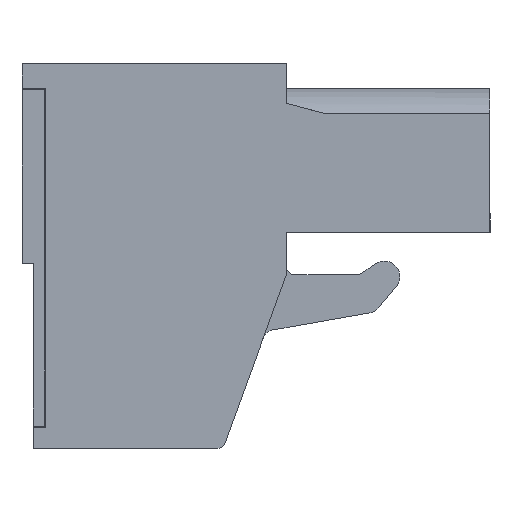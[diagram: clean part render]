
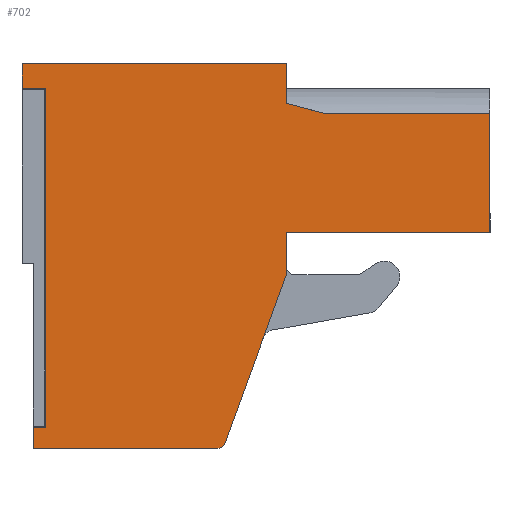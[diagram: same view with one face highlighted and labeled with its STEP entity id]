
A CAD part, front view. The second image highlights one B-rep face of the part: STEP entity #702.
In plain terms, the highlighted planar face has unit normal (0, -1, 0).
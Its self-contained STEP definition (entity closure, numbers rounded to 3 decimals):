
#702 = ADVANCED_FACE( '', ( #1558 ), #1559, .F. );
#1558 = FACE_OUTER_BOUND( '', #2523, .T. );
#1559 = PLANE( '', #2524 );
#2523 = EDGE_LOOP( '', ( #4557, #4558, #4559, #4560, #4561, #4562, #4563, #4564, #4565, #4566, #4567, #4568, #4569, #4570, #4571 ) );
#2524 = AXIS2_PLACEMENT_3D( '', #4572, #4573, #4574 );
#4557 = ORIENTED_EDGE( '', *, *, #6222, .F. );
#4558 = ORIENTED_EDGE( '', *, *, #6176, .T. );
#4559 = ORIENTED_EDGE( '', *, *, #5466, .F. );
#4560 = ORIENTED_EDGE( '', *, *, #6223, .F. );
#4561 = ORIENTED_EDGE( '', *, *, #5983, .F. );
#4562 = ORIENTED_EDGE( '', *, *, #5963, .T. );
#4563 = ORIENTED_EDGE( '', *, *, #6114, .F. );
#4564 = ORIENTED_EDGE( '', *, *, #6127, .F. );
#4565 = ORIENTED_EDGE( '', *, *, #6224, .T. );
#4566 = ORIENTED_EDGE( '', *, *, #5563, .F. );
#4567 = ORIENTED_EDGE( '', *, *, #6138, .T. );
#4568 = ORIENTED_EDGE( '', *, *, #6028, .F. );
#4569 = ORIENTED_EDGE( '', *, *, #5791, .F. );
#4570 = ORIENTED_EDGE( '', *, *, #5874, .F. );
#4571 = ORIENTED_EDGE( '', *, *, #5700, .F. );
#4572 = CARTESIAN_POINT( '', ( 67.3, 10.4, -0.7 ) );
#4573 = DIRECTION( '', ( 0., 1., 0. ) );
#4574 = DIRECTION( '', ( 1., 0., 0. ) );
#5466 = EDGE_CURVE( '', #6503, #6505, #6506, .T. );
#5563 = EDGE_CURVE( '', #6678, #6680, #6681, .T. );
#5700 = EDGE_CURVE( '', #6914, #6916, #6917, .T. );
#5791 = EDGE_CURVE( '', #7055, #7058, #7059, .T. );
#5874 = EDGE_CURVE( '', #6916, #7055, #7180, .T. );
#5963 = EDGE_CURVE( '', #7309, #7307, #7310, .F. );
#5983 = EDGE_CURVE( '', #7309, #7338, #7339, .T. );
#6028 = EDGE_CURVE( '', #7058, #7403, #7404, .T. );
#6114 = EDGE_CURVE( '', #7514, #7307, #7516, .T. );
#6127 = EDGE_CURVE( '', #7533, #7514, #7535, .T. );
#6138 = EDGE_CURVE( '', #6678, #7403, #7548, .T. );
#6176 = EDGE_CURVE( '', #7599, #6505, #7600, .T. );
#6222 = EDGE_CURVE( '', #7599, #6914, #7665, .T. );
#6223 = EDGE_CURVE( '', #7338, #6503, #7666, .T. );
#6224 = EDGE_CURVE( '', #7533, #6680, #7667, .T. );
#6503 = VERTEX_POINT( '', #7994 );
#6505 = VERTEX_POINT( '', #7997 );
#6506 = LINE( '', #7998, #7999 );
#6678 = VERTEX_POINT( '', #8228 );
#6680 = VERTEX_POINT( '', #8231 );
#6681 = LINE( '', #8232, #8233 );
#6914 = VERTEX_POINT( '', #8555 );
#6916 = VERTEX_POINT( '', #8558 );
#6917 = LINE( '', #8559, #8560 );
#7055 = VERTEX_POINT( '', #8763 );
#7058 = VERTEX_POINT( '', #8767 );
#7059 = LINE( '', #8768, #8769 );
#7180 = LINE( '', #8937, #8938 );
#7307 = VERTEX_POINT( '', #9118 );
#7309 = VERTEX_POINT( '', #9121 );
#7310 = CIRCLE( '', #9122, 0.3 );
#7338 = VERTEX_POINT( '', #9156 );
#7339 = LINE( '', #9157, #9158 );
#7403 = VERTEX_POINT( '', #9248 );
#7404 = LINE( '', #9249, #9250 );
#7514 = VERTEX_POINT( '', #9406 );
#7516 = LINE( '', #9409, #9410 );
#7533 = VERTEX_POINT( '', #9436 );
#7535 = LINE( '', #9439, #9440 );
#7548 = LINE( '', #9462, #9463 );
#7599 = VERTEX_POINT( '', #9531 );
#7600 = LINE( '', #9532, #9533 );
#7665 = LINE( '', #9629, #9630 );
#7666 = LINE( '', #9631, #9632 );
#7667 = LINE( '', #9633, #9634 );
#7994 = CARTESIAN_POINT( '', ( 48.9, 10.4, -8.55 ) );
#7997 = CARTESIAN_POINT( '', ( 49.4, 10.4, -8.55 ) );
#7998 = CARTESIAN_POINT( '', ( 49.45, 10.4, -8.55 ) );
#7999 = VECTOR( '', #9966, 1000. );
#8228 = CARTESIAN_POINT( '', ( 67.3, 10.4, 4.1 ) );
#8231 = CARTESIAN_POINT( '', ( 67.3, 10.4, -0.7 ) );
#8232 = CARTESIAN_POINT( '', ( 67.3, 10.4, 3.2 ) );
#8233 = VECTOR( '', #10091, 1000. );
#8555 = CARTESIAN_POINT( '', ( 48.45, 10.4, 5.1 ) );
#8558 = CARTESIAN_POINT( '', ( 48.45, 10.4, 6.1 ) );
#8559 = CARTESIAN_POINT( '', ( 48.45, 10.4, 6.1 ) );
#8560 = VECTOR( '', #10248, 1000. );
#8763 = CARTESIAN_POINT( '', ( 59.1, 10.4, 6.1 ) );
#8767 = CARTESIAN_POINT( '', ( 59.1, 10.4, 4.5 ) );
#8768 = CARTESIAN_POINT( '', ( 59.1, 10.4, 4.5 ) );
#8769 = VECTOR( '', #10333, 1000. );
#8937 = CARTESIAN_POINT( '', ( 59.1, 10.4, 6.1 ) );
#8938 = VECTOR( '', #10423, 1000. );
#9118 = CARTESIAN_POINT( '', ( 56.624, 10.4, -9.203 ) );
#9121 = CARTESIAN_POINT( '', ( 56.342, 10.4, -9.4 ) );
#9122 = AXIS2_PLACEMENT_3D( '', #10508, #10509, #10510 );
#9156 = CARTESIAN_POINT( '', ( 48.9, 10.4, -9.4 ) );
#9157 = CARTESIAN_POINT( '', ( 48.75, 10.4, -9.4 ) );
#9158 = VECTOR( '', #10535, 1000. );
#9248 = CARTESIAN_POINT( '', ( 60.593, 10.4, 4.1 ) );
#9249 = CARTESIAN_POINT( '', ( 60.593, 10.4, 4.1 ) );
#9250 = VECTOR( '', #10580, 1000. );
#9406 = CARTESIAN_POINT( '', ( 59.1, 10.4, -2.4 ) );
#9409 = CARTESIAN_POINT( '', ( 56.734, 10.4, -8.9 ) );
#9410 = VECTOR( '', #10652, 1000. );
#9436 = CARTESIAN_POINT( '', ( 59.1, 10.4, -0.7 ) );
#9439 = CARTESIAN_POINT( '', ( 59.1, 10.4, 4.5 ) );
#9440 = VECTOR( '', #10663, 1000. );
#9462 = CARTESIAN_POINT( '', ( 60.593, 10.4, 4.1 ) );
#9463 = VECTOR( '', #10673, 1000. );
#9531 = CARTESIAN_POINT( '', ( 49.4, 10.4, 5.1 ) );
#9532 = CARTESIAN_POINT( '', ( 49.4, 10.4, -8.09 ) );
#9533 = VECTOR( '', #10709, 1000. );
#9629 = CARTESIAN_POINT( '', ( 48.25, 10.4, 5.1 ) );
#9630 = VECTOR( '', #10750, 1000. );
#9631 = CARTESIAN_POINT( '', ( 48.9, 10.4, -8.24 ) );
#9632 = VECTOR( '', #10751, 1000. );
#9633 = CARTESIAN_POINT( '', ( 67.4, 10.4, -0.7 ) );
#9634 = VECTOR( '', #10752, 1000. );
#9966 = DIRECTION( '', ( 1., 0., 0. ) );
#10091 = DIRECTION( '', ( 0., 0., -1. ) );
#10248 = DIRECTION( '', ( 0., 0., 1. ) );
#10333 = DIRECTION( '', ( 0., 0., -1. ) );
#10423 = DIRECTION( '', ( 1., 0., 0. ) );
#10508 = CARTESIAN_POINT( '', ( 56.342, 10.4, -9.1 ) );
#10509 = DIRECTION( '', ( 0., 1., 0. ) );
#10510 = DIRECTION( '', ( 1., 0., 0. ) );
#10535 = DIRECTION( '', ( -1., 0., 0. ) );
#10580 = DIRECTION( '', ( 0.966, 0., -0.259 ) );
#10652 = DIRECTION( '', ( -0.342, 0., -0.94 ) );
#10663 = DIRECTION( '', ( 0., 0., -1. ) );
#10673 = DIRECTION( '', ( -1., 0., 0. ) );
#10709 = DIRECTION( '', ( 0., 0., -1. ) );
#10750 = DIRECTION( '', ( -1., 0., 0. ) );
#10751 = DIRECTION( '', ( 0., 0., 1. ) );
#10752 = DIRECTION( '', ( 1., 0., 0. ) );
